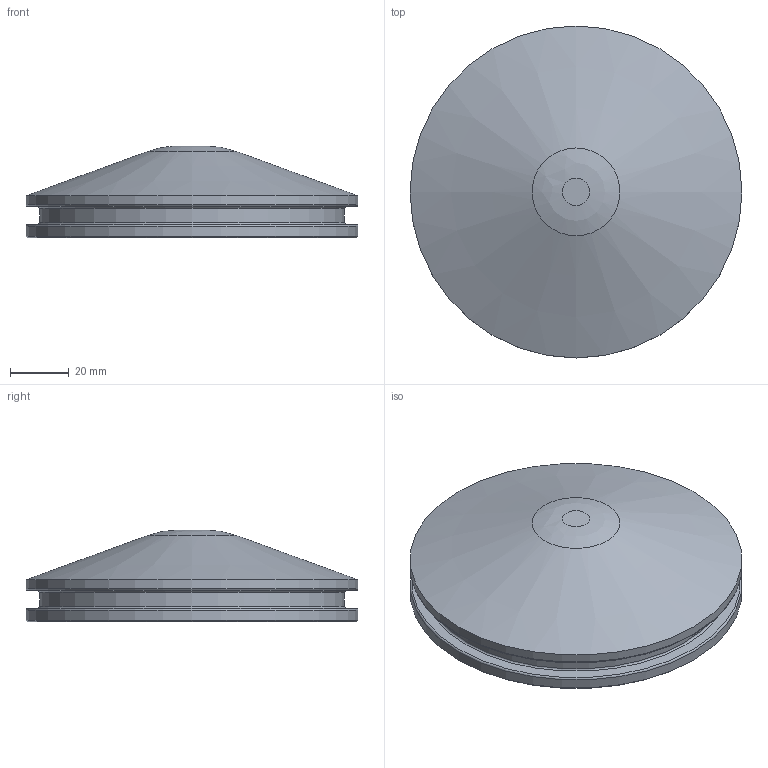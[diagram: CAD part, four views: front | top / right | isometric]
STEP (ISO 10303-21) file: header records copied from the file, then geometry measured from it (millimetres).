
FILE_DESCRIPTION(/* description */ (''),/* implementation_level */ '2;1');
FILE_NAME(/* name */ 'FPV2_PISTON_V4_JointHydraulique v8.step',/* time_stamp */ '2024-03-29T11:25:30+01:00',/* author */ (''),/* organization */ (''),/* preprocessor_version */ 'ST-DEVELOPER v20',/* originating_system */ 'Autodesk Translation Framework v12.20.1.177',/* authorisation */ '');
FILE_SCHEMA (('AUTOMOTIVE_DESIGN { 1 0 10303 214 3 1 1 }'));
Length unit declared in the file: millimetre
Products named in the file (1): FPV2_PISTON_V4_JointHydraulique
Bounding box: 113.2 x 113.2 x 31.3 mm (x, y, z)
Volume: 199936.6 mm3; surface area: 29770.3 mm2
Topology: 1 solids, 1 shells, 45 faces, 116 edges, 74 vertices
Faces by surface type: cylinder 25, cone 8, bspline 5, torus 4, plane 3
Full cylindrical faces by diameter (mm): 14.023 x9, 16.25 x9, 104 x1, 113.2 x2
Entity records: 3948 total; most frequent: CARTESIAN_POINT 2962, ORIENTED_EDGE 224, DIRECTION 157, EDGE_CURVE 112, VERTEX_POINT 72, AXIS2_PLACEMENT_3D 65, B_SPLINE_CURVE_WITH_KNOTS 59, EDGE_LOOP 44
